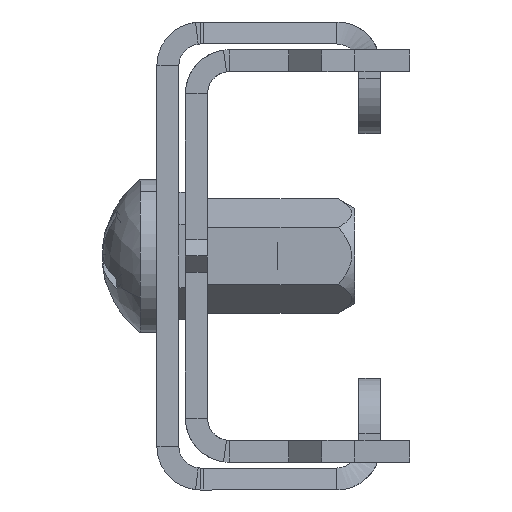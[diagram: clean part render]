
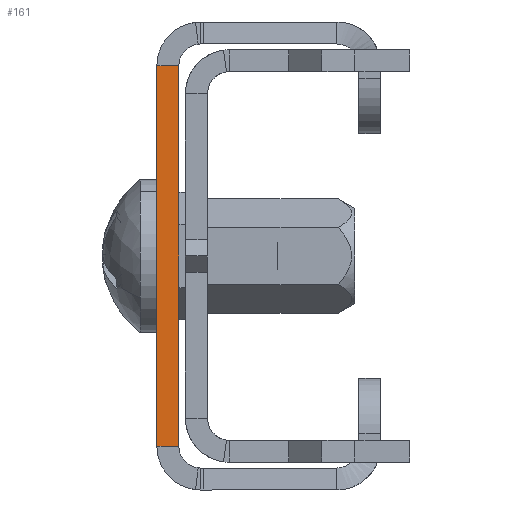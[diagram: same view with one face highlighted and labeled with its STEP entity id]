
A CAD part, left-side view. The second image highlights one B-rep face of the part: STEP entity #161.
In plain terms, the highlighted planar face has unit normal (-1, 0, 0).
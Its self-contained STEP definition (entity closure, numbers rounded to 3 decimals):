
#16 = CARTESIAN_POINT ( 'NONE',  ( -12.5, 0., -17.275 ) ) ;
#29 = CARTESIAN_POINT ( 'NONE',  ( -12.5, 0., 45.1 ) ) ;
#127 = VERTEX_POINT ( 'NONE', #4827 ) ;
#161 = ADVANCED_FACE ( 'NONE', ( #5098 ), #7388, .T. ) ;
#405 = LINE ( 'NONE', #7912, #2152 ) ;
#996 = DIRECTION ( 'NONE',  ( 0., 0., 1. ) ) ;
#2094 = DIRECTION ( 'NONE',  ( 0., 0., 1. ) ) ;
#2152 = VECTOR ( 'NONE', #4648, 1000. ) ;
#3002 = EDGE_CURVE ( 'NONE', #4313, #6794, #405, .T. ) ;
#3086 = DIRECTION ( 'NONE',  ( -1., 0., 0. ) ) ;
#3593 = EDGE_LOOP ( 'NONE', ( #5058, #10224, #10038, #6312 ) ) ;
#4313 = VERTEX_POINT ( 'NONE', #16 ) ;
#4317 = EDGE_CURVE ( 'NONE', #6794, #6377, #7179, .T. ) ;
#4648 = DIRECTION ( 'NONE',  ( 0., -1., 0. ) ) ;
#4827 = CARTESIAN_POINT ( 'NONE',  ( -12.5, 0., 17.275 ) ) ;
#5058 = ORIENTED_EDGE ( 'NONE', *, *, #13065, .F. ) ;
#5098 = FACE_OUTER_BOUND ( 'NONE', #3593, .T. ) ;
#5226 = DIRECTION ( 'NONE',  ( 0., -1., 0. ) ) ;
#5257 = CARTESIAN_POINT ( 'NONE',  ( -12.5, -2., 17.275 ) ) ;
#6312 = ORIENTED_EDGE ( 'NONE', *, *, #8069, .F. ) ;
#6377 = VERTEX_POINT ( 'NONE', #5257 ) ;
#6794 = VERTEX_POINT ( 'NONE', #12347 ) ;
#7179 = LINE ( 'NONE', #9399, #8195 ) ;
#7388 = PLANE ( 'NONE',  #9668 ) ;
#7912 = CARTESIAN_POINT ( 'NONE',  ( -12.5, -2., -17.275 ) ) ;
#8069 = EDGE_CURVE ( 'NONE', #127, #6377, #8505, .T. ) ;
#8195 = VECTOR ( 'NONE', #2094, 1000. ) ;
#8505 = LINE ( 'NONE', #10505, #8704 ) ;
#8704 = VECTOR ( 'NONE', #5226, 1000. ) ;
#9399 = CARTESIAN_POINT ( 'NONE',  ( -12.5, -2., 45.1 ) ) ;
#9668 = AXIS2_PLACEMENT_3D ( 'NONE', #12803, #3086, #13581 ) ;
#10038 = ORIENTED_EDGE ( 'NONE', *, *, #4317, .T. ) ;
#10224 = ORIENTED_EDGE ( 'NONE', *, *, #3002, .T. ) ;
#10505 = CARTESIAN_POINT ( 'NONE',  ( -12.5, -2., 17.275 ) ) ;
#12347 = CARTESIAN_POINT ( 'NONE',  ( -12.5, -2., -17.275 ) ) ;
#12803 = CARTESIAN_POINT ( 'NONE',  ( -12.5, -2., 45.1 ) ) ;
#13065 = EDGE_CURVE ( 'NONE', #4313, #127, #13646, .T. ) ;
#13490 = VECTOR ( 'NONE', #996, 1000. ) ;
#13581 = DIRECTION ( 'NONE',  ( 0., 0., 1. ) ) ;
#13646 = LINE ( 'NONE', #29, #13490 ) ;
